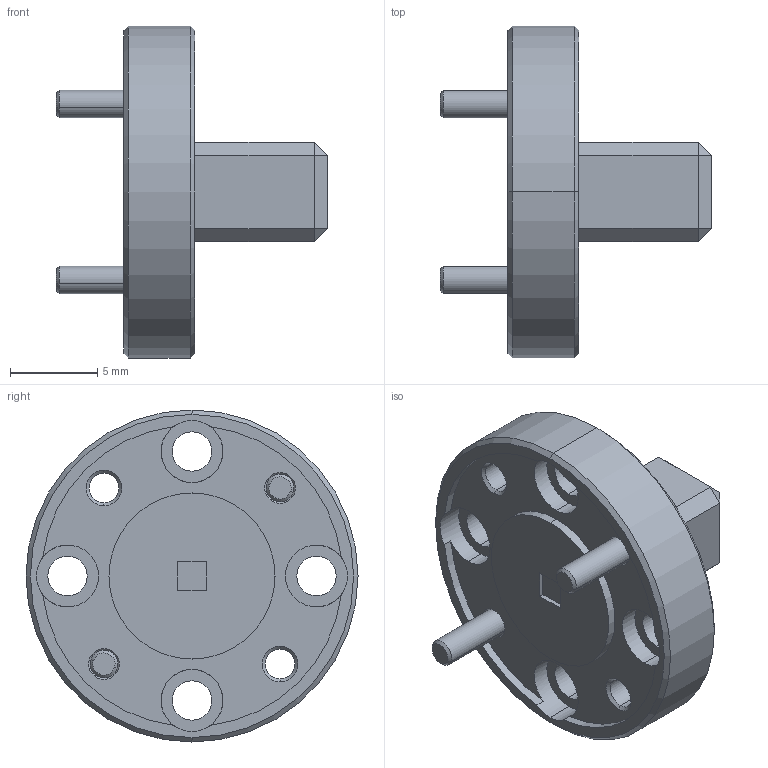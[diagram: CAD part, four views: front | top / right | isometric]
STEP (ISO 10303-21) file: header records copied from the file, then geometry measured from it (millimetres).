
FILE_DESCRIPTION (( 'STEP AP203' ), '1' );
FILE_NAME ('AR-D15-065-A.STEP', '2024-04-18T22:17:06', ( '' ), ( '' ), 'SwSTEP 2.0', 'SolidWorks 2021', '' );
FILE_SCHEMA (( 'CONFIG_CONTROL_DESIGN' ));
Length unit declared in the file: inch
Products named in the file (1): AR-D15-065-A
Bounding box: 15.56 x 19.05 x 19.05 mm (x, y, z)
Volume: 1224.7 mm3; surface area: 1215.9 mm2
Topology: 3 solids, 3 shells, 90 faces, 208 edges, 128 vertices
Faces by surface type: cylinder 36, plane 34, cone 20
Entity records: 2663 total; most frequent: DIRECTION 490, CARTESIAN_POINT 427, ORIENTED_EDGE 416, EDGE_CURVE 208, AXIS2_PLACEMENT_3D 191, VERTEX_POINT 128, EDGE_LOOP 110, LINE 108
